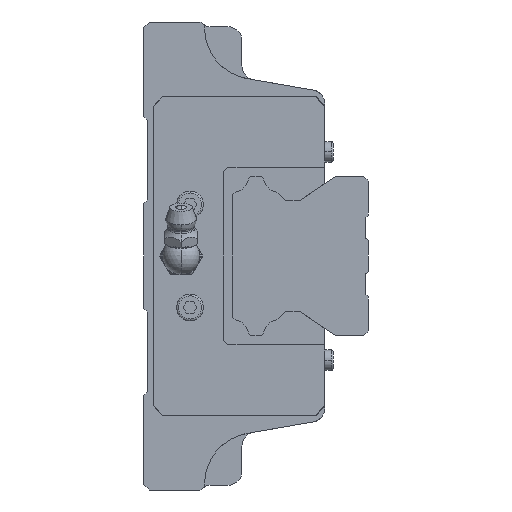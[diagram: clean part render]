
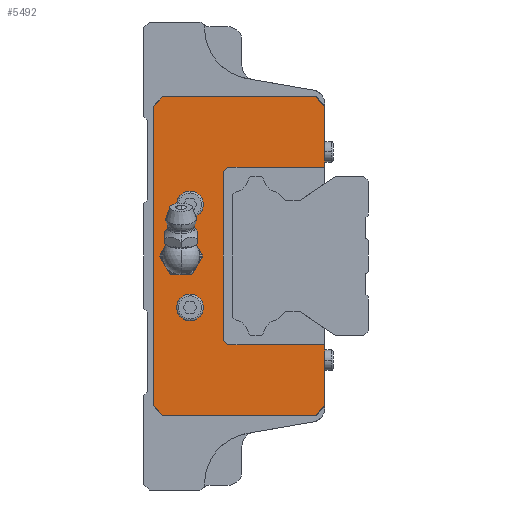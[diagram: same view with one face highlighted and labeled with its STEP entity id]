
A CAD part, left-side view. The second image highlights one B-rep face of the part: STEP entity #5492.
In plain terms, the highlighted planar face has unit normal (-1, 0, 0).
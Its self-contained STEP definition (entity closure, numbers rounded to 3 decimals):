
#2210 = VERTEX_POINT( '', #6076 );
#2222 = EDGE_CURVE( '', #2834, #4740, #6090, .T. );
#2232 = EDGE_CURVE( '', #4662, #4026, #6100, .T. );
#2314 = VERTEX_POINT( '', #6190 );
#2520 = EDGE_CURVE( '', #3002, #5414, #6405, .T. );
#2554 = EDGE_CURVE( '', #4740, #2722, #6441, .T. );
#2618 = EDGE_CURVE( '', #2624, #5720, #6512, .T. );
#2624 = VERTEX_POINT( '', #6518 );
#2702 = EDGE_CURVE( '', #2834, #3002, #6607, .T. );
#2722 = VERTEX_POINT( '', #6627 );
#2780 = VERTEX_POINT( '', #6690 );
#2834 = VERTEX_POINT( '', #6748 );
#2882 = VERTEX_POINT( '', #6805 );
#2936 = EDGE_CURVE( '', #2974, #2780, #6862, .T. );
#2974 = VERTEX_POINT( '', #6904 );
#3002 = VERTEX_POINT( '', #6932 );
#3118 = EDGE_CURVE( '', #3830, #2882, #7064, .T. );
#3162 = EDGE_CURVE( '', #2210, #3666, #7110, .T. );
#3358 = EDGE_CURVE( '', #2780, #2974, #7317, .T. );
#3488 = VERTEX_POINT( '', #7461 );
#3510 = EDGE_CURVE( '', #4026, #2882, #7485, .T. );
#3666 = VERTEX_POINT( '', #7659 );
#3830 = VERTEX_POINT( '', #7841 );
#4026 = VERTEX_POINT( '', #8061 );
#4250 = EDGE_CURVE( '', #2722, #4364, #8308, .T. );
#4364 = VERTEX_POINT( '', #8437 );
#4662 = VERTEX_POINT( '', #8768 );
#4722 = EDGE_CURVE( '', #5720, #2624, #8833, .T. );
#4740 = VERTEX_POINT( '', #8854 );
#4788 = EDGE_CURVE( '', #3488, #5616, #8905, .T. );
#4992 = VERTEX_POINT( '', #9130 );
#5004 = EDGE_CURVE( '', #4364, #3830, #9145, .T. );
#5028 = EDGE_CURVE( '', #5616, #3488, #9170, .T. );
#5078 = EDGE_CURVE( '', #4992, #2210, #9222, .T. );
#5156 = EDGE_CURVE( '', #2314, #4662, #9303, .T. );
#5414 = VERTEX_POINT( '', #9591 );
#5492 = ADVANCED_FACE( '', ( #9680, #9681, #9682, #9683 ), #9684, .F. );
#5616 = VERTEX_POINT( '', #9812 );
#5628 = EDGE_CURVE( '', #3666, #2314, #9826, .T. );
#5640 = EDGE_CURVE( '', #5414, #4992, #9839, .T. );
#5720 = VERTEX_POINT( '', #9924 );
#6076 = CARTESIAN_POINT( '', ( 67.3, 46., -32. ) );
#6090 = LINE( '', #10441, #10442 );
#6100 = LINE( '', #10454, #10455 );
#6190 = CARTESIAN_POINT( '', ( 67.3, 44., 34. ) );
#6405 = LINE( '', #10958, #10959 );
#6441 = LINE( '', #11018, #11019 );
#6512 = CIRCLE( '', #11112, 2.85 );
#6518 = CARTESIAN_POINT( '', ( 67.3, 35.25, 11. ) );
#6607 = LINE( '', #11236, #11237 );
#6627 = CARTESIAN_POINT( '', ( 67.3, 31., -18. ) );
#6690 = CARTESIAN_POINT( '', ( 67.3, 40.95, -11. ) );
#6748 = CARTESIAN_POINT( '', ( 67.3, 9.283, -19. ) );
#6805 = CARTESIAN_POINT( '', ( 67.3, 9.283, 19. ) );
#6862 = CIRCLE( '', #11593, 2.85 );
#6904 = CARTESIAN_POINT( '', ( 67.3, 35.25, -11. ) );
#6932 = CARTESIAN_POINT( '', ( 67.3, 9.283, -32. ) );
#7064 = LINE( '', #11857, #11858 );
#7110 = LINE( '', #11918, #11919 );
#7317 = CIRCLE( '', #12236, 2.85 );
#7461 = CARTESIAN_POINT( '', ( 67.3, 37., 0. ) );
#7485 = LINE( '', #12497, #12498 );
#7659 = CARTESIAN_POINT( '', ( 67.3, 46., 32. ) );
#7841 = CARTESIAN_POINT( '', ( 67.3, 30., 19. ) );
#8061 = CARTESIAN_POINT( '', ( 67.3, 9.283, 32. ) );
#8308 = LINE( '', #13706, #13707 );
#8437 = CARTESIAN_POINT( '', ( 67.3, 31., 18. ) );
#8768 = CARTESIAN_POINT( '', ( 67.3, 11.283, 34. ) );
#8833 = CIRCLE( '', #14505, 2.85 );
#8854 = CARTESIAN_POINT( '', ( 67.3, 30., -19. ) );
#8905 = CIRCLE( '', #14605, 3. );
#9130 = CARTESIAN_POINT( '', ( 67.3, 44., -34. ) );
#9145 = LINE( '', #14969, #14970 );
#9170 = CIRCLE( '', #15019, 3. );
#9222 = LINE( '', #15093, #15094 );
#9303 = LINE( '', #15216, #15217 );
#9591 = CARTESIAN_POINT( '', ( 67.3, 11.283, -34. ) );
#9680 = FACE_BOUND( '', #15757, .T. );
#9681 = FACE_BOUND( '', #15758, .T. );
#9682 = FACE_BOUND( '', #15759, .T. );
#9683 = FACE_OUTER_BOUND( '', #15760, .T. );
#9684 = PLANE( '', #15761 );
#9812 = CARTESIAN_POINT( '', ( 67.3, 43., 0. ) );
#9826 = LINE( '', #15995, #15996 );
#9839 = LINE( '', #16012, #16013 );
#9924 = CARTESIAN_POINT( '', ( 67.3, 40.95, 11. ) );
#10441 = CARTESIAN_POINT( '', ( 67.3, 8.392, -19. ) );
#10442 = VECTOR( '', #16567, 1. );
#10454 = CARTESIAN_POINT( '', ( 67.3, 1.837, 24.554 ) );
#10455 = VECTOR( '', #16571, 1. );
#10958 = CARTESIAN_POINT( '', ( 67.3, 0.837, -23.554 ) );
#10959 = VECTOR( '', #16909, 1. );
#11018 = CARTESIAN_POINT( '', ( 67.3, 29.125, -19.875 ) );
#11019 = VECTOR( '', #16940, 1. );
#11112 = AXIS2_PLACEMENT_3D( '', #17007, #17008, #17009 );
#11236 = CARTESIAN_POINT( '', ( 67.3, 9.283, 16.239 ) );
#11237 = VECTOR( '', #17122, 1. );
#11593 = AXIS2_PLACEMENT_3D( '', #17435, #17436, #17437 );
#11857 = CARTESIAN_POINT( '', ( 67.3, 18.75, 19. ) );
#11858 = VECTOR( '', #17696, 1. );
#11918 = CARTESIAN_POINT( '', ( 67.3, 46., 16. ) );
#11919 = VECTOR( '', #17731, 1. );
#12236 = AXIS2_PLACEMENT_3D( '', #17917, #17918, #17919 );
#12497 = CARTESIAN_POINT( '', ( 67.3, 9.283, 16.239 ) );
#12498 = VECTOR( '', #18117, 1. );
#13706 = CARTESIAN_POINT( '', ( 67.3, 31., -9. ) );
#13707 = VECTOR( '', #19103, 1. );
#14505 = AXIS2_PLACEMENT_3D( '', #19724, #19725, #19726 );
#14605 = AXIS2_PLACEMENT_3D( '', #19790, #19791, #19792 );
#14969 = CARTESIAN_POINT( '', ( 67.3, 29.625, 19.375 ) );
#14970 = VECTOR( '', #20082, 1. );
#15019 = AXIS2_PLACEMENT_3D( '', #20100, #20101, #20102 );
#15093 = CARTESIAN_POINT( '', ( 67.3, 44.375, -33.625 ) );
#15094 = VECTOR( '', #20135, 1. );
#15216 = CARTESIAN_POINT( '', ( 67.3, 9.292, 34. ) );
#15217 = VECTOR( '', #20188, 1. );
#15757 = EDGE_LOOP( '', ( #20674, #20675 ) );
#15758 = EDGE_LOOP( '', ( #20676, #20677 ) );
#15759 = EDGE_LOOP( '', ( #20678, #20679 ) );
#15760 = EDGE_LOOP( '', ( #20680, #20681, #20682, #20683, #20684, #20685, #20686, #20687, #20688, #20689, #20690, #20691, #20692, #20693 ) );
#15761 = AXIS2_PLACEMENT_3D( '', #20694, #20695, #20696 );
#15995 = CARTESIAN_POINT( '', ( 67.3, 43.375, 34.625 ) );
#15996 = VECTOR( '', #20818, 1. );
#16012 = CARTESIAN_POINT( '', ( 67.3, 25.75, -34. ) );
#16013 = VECTOR( '', #20832, 1. );
#16567 = DIRECTION( '', ( 0., 1., 0. ) );
#16571 = DIRECTION( '', ( 0., -0.707, -0.707 ) );
#16909 = DIRECTION( '', ( 0., 0.707, -0.707 ) );
#16940 = DIRECTION( '', ( 0., 0.707, 0.707 ) );
#17007 = CARTESIAN_POINT( '', ( 67.3, 38.1, 11. ) );
#17008 = DIRECTION( '', ( 1., 0., 0. ) );
#17009 = DIRECTION( '', ( 0., 1., 0. ) );
#17122 = DIRECTION( '', ( 0., 0., -1. ) );
#17435 = CARTESIAN_POINT( '', ( 67.3, 38.1, -11. ) );
#17436 = DIRECTION( '', ( 1., 0., 0. ) );
#17437 = DIRECTION( '', ( 0., 1., 0. ) );
#17696 = DIRECTION( '', ( 0., -1., 0. ) );
#17731 = DIRECTION( '', ( 0., 0., 1. ) );
#17917 = CARTESIAN_POINT( '', ( 67.3, 38.1, -11. ) );
#17918 = DIRECTION( '', ( 1., 0., 0. ) );
#17919 = DIRECTION( '', ( 0., 1., 0. ) );
#18117 = DIRECTION( '', ( 0., 0., -1. ) );
#19103 = DIRECTION( '', ( 0., 0., 1. ) );
#19724 = CARTESIAN_POINT( '', ( 67.3, 38.1, 11. ) );
#19725 = DIRECTION( '', ( 1., 0., 0. ) );
#19726 = DIRECTION( '', ( 0., 1., 0. ) );
#19790 = CARTESIAN_POINT( '', ( 67.3, 40., 0. ) );
#19791 = DIRECTION( '', ( 1., 0., 0. ) );
#19792 = DIRECTION( '', ( 0., 1., 0. ) );
#20082 = DIRECTION( '', ( 0., -0.707, 0.707 ) );
#20100 = CARTESIAN_POINT( '', ( 67.3, 40., 0. ) );
#20101 = DIRECTION( '', ( 1., 0., 0. ) );
#20102 = DIRECTION( '', ( 0., 1., 0. ) );
#20135 = DIRECTION( '', ( 0., 0.707, 0.707 ) );
#20188 = DIRECTION( '', ( 0., -1., 0. ) );
#20674 = ORIENTED_EDGE( '', *, *, #5028, .T. );
#20675 = ORIENTED_EDGE( '', *, *, #4788, .T. );
#20676 = ORIENTED_EDGE( '', *, *, #4722, .T. );
#20677 = ORIENTED_EDGE( '', *, *, #2618, .T. );
#20678 = ORIENTED_EDGE( '', *, *, #3358, .T. );
#20679 = ORIENTED_EDGE( '', *, *, #2936, .T. );
#20680 = ORIENTED_EDGE( '', *, *, #2222, .T. );
#20681 = ORIENTED_EDGE( '', *, *, #2554, .T. );
#20682 = ORIENTED_EDGE( '', *, *, #4250, .T. );
#20683 = ORIENTED_EDGE( '', *, *, #5004, .T. );
#20684 = ORIENTED_EDGE( '', *, *, #3118, .T. );
#20685 = ORIENTED_EDGE( '', *, *, #3510, .F. );
#20686 = ORIENTED_EDGE( '', *, *, #2232, .F. );
#20687 = ORIENTED_EDGE( '', *, *, #5156, .F. );
#20688 = ORIENTED_EDGE( '', *, *, #5628, .F. );
#20689 = ORIENTED_EDGE( '', *, *, #3162, .F. );
#20690 = ORIENTED_EDGE( '', *, *, #5078, .F. );
#20691 = ORIENTED_EDGE( '', *, *, #5640, .F. );
#20692 = ORIENTED_EDGE( '', *, *, #2520, .F. );
#20693 = ORIENTED_EDGE( '', *, *, #2702, .F. );
#20694 = CARTESIAN_POINT( '', ( 67.3, 7.5, 0. ) );
#20695 = DIRECTION( '', ( 1., 0., 0. ) );
#20696 = DIRECTION( '', ( 0., 0., -1. ) );
#20818 = DIRECTION( '', ( 0., -0.707, 0.707 ) );
#20832 = DIRECTION( '', ( 0., 1., 0. ) );
